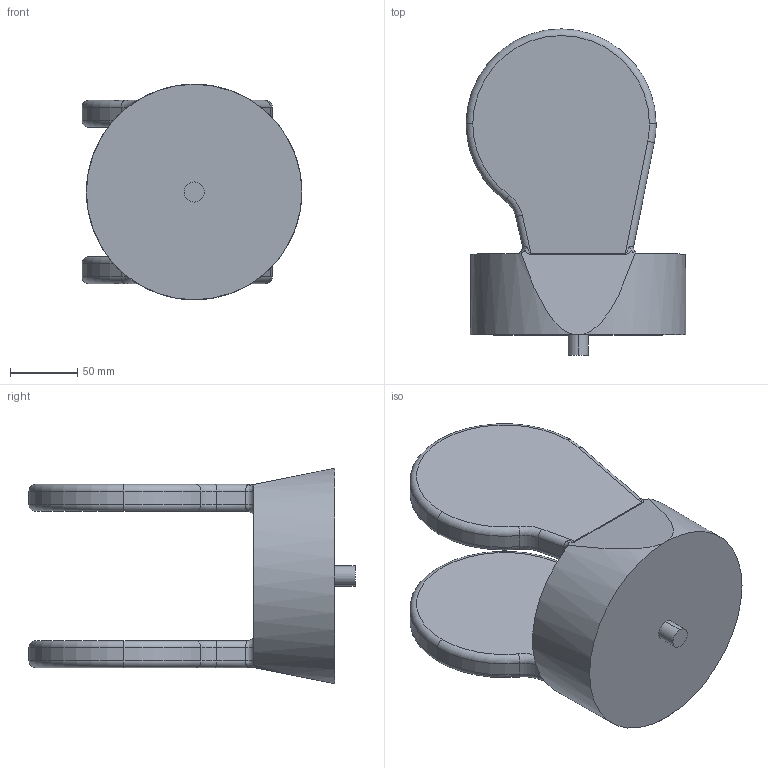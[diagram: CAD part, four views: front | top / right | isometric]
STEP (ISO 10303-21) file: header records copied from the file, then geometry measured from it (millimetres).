
FILE_DESCRIPTION (( 'STEP AP214' ), '1' );
FILE_NAME ('base_joint.STEP', '2024-06-22T07:31:40', ( '' ), ( '' ), 'SwSTEP 2.0', 'SolidWorks 2022', '' );
FILE_SCHEMA (( 'AUTOMOTIVE_DESIGN' ));
Length unit declared in the file: millimetre
Products named in the file (1): base_joint
Bounding box: 163.2 x 242.05 x 160 mm (x, y, z)
Volume: 1637758.4 mm3; surface area: 167211.6 mm2
Topology: 1 solids, 1 shells, 76 faces, 178 edges, 106 vertices
Faces by surface type: cylinder 32, torus 16, plane 16, bspline 12
Entity records: 2612 total; most frequent: CARTESIAN_POINT 823, ORIENTED_EDGE 356, DIRECTION 352, EDGE_CURVE 178, AXIS2_PLACEMENT_3D 149, VERTEX_POINT 106, CIRCLE 84, EDGE_LOOP 78
